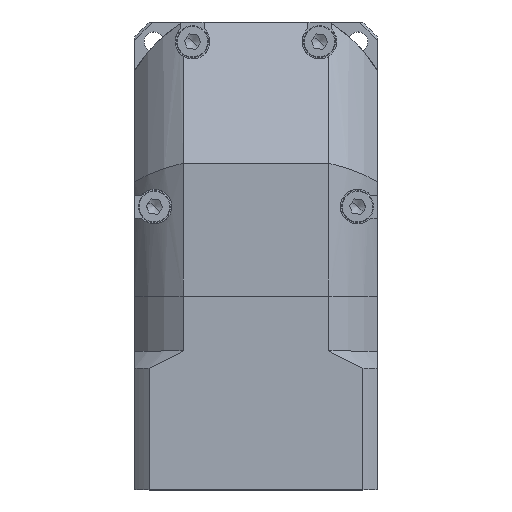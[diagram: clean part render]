
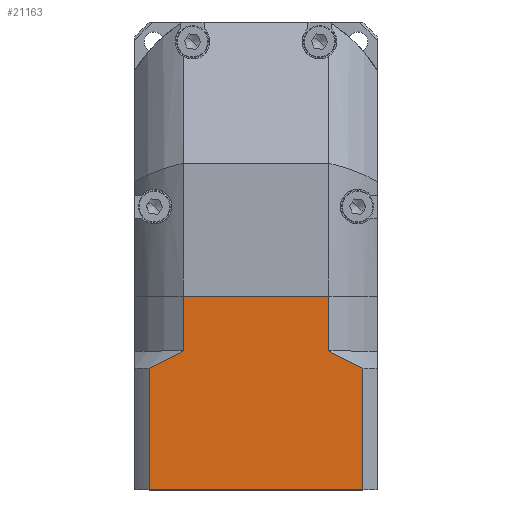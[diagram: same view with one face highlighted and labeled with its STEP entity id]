
A CAD part, top view. The second image highlights one B-rep face of the part: STEP entity #21163.
In plain terms, the highlighted face is planar.
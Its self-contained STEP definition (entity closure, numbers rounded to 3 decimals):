
#189 = ORIENTED_EDGE ( 'NONE', *, *, #20201, .T. ) ;
#343 = PLANE ( 'NONE',  #21240 ) ;
#461 = EDGE_CURVE ( 'NONE', #7348, #13467, #3551, .T. ) ;
#743 = CARTESIAN_POINT ( 'NONE',  ( -33.5, -12.619, -21. ) ) ;
#1164 = CARTESIAN_POINT ( 'NONE',  ( -64., 18.52, -21. ) ) ;
#1716 = EDGE_CURVE ( 'NONE', #14148, #4557, #19843, .T. ) ;
#1943 = DIRECTION ( 'NONE',  ( 0., 0., -1. ) ) ;
#2079 = EDGE_CURVE ( 'NONE', #3108, #13467, #19339, .T. ) ;
#2489 = VERTEX_POINT ( 'NONE', #743 ) ;
#2833 = DIRECTION ( 'NONE',  ( -1., 0., 0. ) ) ;
#3108 = VERTEX_POINT ( 'NONE', #4612 ) ;
#3428 = CARTESIAN_POINT ( 'NONE',  ( -24., -12.619, -21. ) ) ;
#3429 = ORIENTED_EDGE ( 'NONE', *, *, #2079, .T. ) ;
#3551 = LINE ( 'NONE', #7680, #23904 ) ;
#4151 = EDGE_CURVE ( 'NONE', #10593, #3108, #10261, .T. ) ;
#4237 = LINE ( 'NONE', #12331, #10144 ) ;
#4557 = VERTEX_POINT ( 'NONE', #6067 ) ;
#4612 = CARTESIAN_POINT ( 'NONE',  ( -21., 18.52, -21. ) ) ;
#4810 = CARTESIAN_POINT ( 'NONE',  ( -33.5, 12.619, -21. ) ) ;
#5124 = ORIENTED_EDGE ( 'NONE', *, *, #20196, .F. ) ;
#5448 = CARTESIAN_POINT ( 'NONE',  ( -21.542, 17.564, -21. ) ) ;
#6067 = CARTESIAN_POINT ( 'NONE',  ( -24., -12.619, -21. ) ) ;
#6365 = CARTESIAN_POINT ( 'NONE',  ( -64., -18.52, -21. ) ) ;
#6961 = EDGE_CURVE ( 'NONE', #15548, #10593, #4237, .T. ) ;
#7348 = VERTEX_POINT ( 'NONE', #8048 ) ;
#7680 = CARTESIAN_POINT ( 'NONE',  ( 0., 18.52, -21. ) ) ;
#8048 = CARTESIAN_POINT ( 'NONE',  ( 0., -18.52, -21. ) ) ;
#8948 = LINE ( 'NONE', #25138, #13059 ) ;
#9561 = CARTESIAN_POINT ( 'NONE',  ( -22.067, 16.597, -21. ) ) ;
#10081 = VECTOR ( 'NONE', #14165, 1000. ) ;
#10144 = VECTOR ( 'NONE', #20406, 1000. ) ;
#10261 = B_SPLINE_CURVE_WITH_KNOTS ( 'NONE', 3,
 ( #25893, #24021, #26021, #9561, #5448, #15900 ),
 .UNSPECIFIED., .F., .F.,
 ( 4, 2, 4 ),
 ( 0.06, 0.063, 0.066 ),
 .UNSPECIFIED. ) ;
#10593 = VERTEX_POINT ( 'NONE', #10718 ) ;
#10718 = CARTESIAN_POINT ( 'NONE',  ( -24., 12.619, -21. ) ) ;
#10855 = DIRECTION ( 'NONE',  ( 1., 0., 0. ) ) ;
#11530 = CARTESIAN_POINT ( 'NONE',  ( 0., 18.52, -21. ) ) ;
#12331 = CARTESIAN_POINT ( 'NONE',  ( -35.5, 12.619, -21. ) ) ;
#12466 = CARTESIAN_POINT ( 'NONE',  ( -33.5, 17.9, -21. ) ) ;
#12636 = CARTESIAN_POINT ( 'NONE',  ( -21., -18.52, -21. ) ) ;
#12868 = ORIENTED_EDGE ( 'NONE', *, *, #6961, .T. ) ;
#13059 = VECTOR ( 'NONE', #2833, 1000. ) ;
#13384 = CARTESIAN_POINT ( 'NONE',  ( -22.091, -16.597, -21. ) ) ;
#13467 = VERTEX_POINT ( 'NONE', #11530 ) ;
#13875 = DIRECTION ( 'NONE',  ( -1., 0., 0. ) ) ;
#14017 = DIRECTION ( 'NONE',  ( 0., 1., 0. ) ) ;
#14148 = VERTEX_POINT ( 'NONE', #12636 ) ;
#14165 = DIRECTION ( 'NONE',  ( 0., 1., 0. ) ) ;
#14567 = LINE ( 'NONE', #6365, #18134 ) ;
#14628 = CARTESIAN_POINT ( 'NONE',  ( -21., -18.52, -21. ) ) ;
#14883 = ORIENTED_EDGE ( 'NONE', *, *, #4151, .T. ) ;
#15548 = VERTEX_POINT ( 'NONE', #4810 ) ;
#15900 = CARTESIAN_POINT ( 'NONE',  ( -21., 18.52, -21. ) ) ;
#16845 = ORIENTED_EDGE ( 'NONE', *, *, #461, .F. ) ;
#17253 = ORIENTED_EDGE ( 'NONE', *, *, #18146, .T. ) ;
#17987 = FACE_OUTER_BOUND ( 'NONE', #24041, .T. ) ;
#18134 = VECTOR ( 'NONE', #18302, 1000. ) ;
#18146 = EDGE_CURVE ( 'NONE', #4557, #2489, #8948, .T. ) ;
#18302 = DIRECTION ( 'NONE',  ( 1., 0., 0. ) ) ;
#18903 = VECTOR ( 'NONE', #10855, 1000. ) ;
#19339 = LINE ( 'NONE', #1164, #18903 ) ;
#19843 = B_SPLINE_CURVE_WITH_KNOTS ( 'NONE', 3,
 ( #14628, #13384, #24867, #3428 ),
 .UNSPECIFIED., .F., .F.,
 ( 4, 4 ),
 ( 0.027, 0.034 ),
 .UNSPECIFIED. ) ;
#20196 = EDGE_CURVE ( 'NONE', #14148, #7348, #14567, .T. ) ;
#20201 = EDGE_CURVE ( 'NONE', #2489, #15548, #20544, .T. ) ;
#20406 = DIRECTION ( 'NONE',  ( 1., 0., 0. ) ) ;
#20544 = LINE ( 'NONE', #12466, #10081 ) ;
#20606 = ORIENTED_EDGE ( 'NONE', *, *, #1716, .T. ) ;
#21163 = ADVANCED_FACE ( 'NONE', ( #17987 ), #343, .T. ) ;
#21240 = AXIS2_PLACEMENT_3D ( 'NONE', #24104, #1943, #13875 ) ;
#23904 = VECTOR ( 'NONE', #14017, 1000. ) ;
#24021 = CARTESIAN_POINT ( 'NONE',  ( -23.553, 13.633, -21. ) ) ;
#24041 = EDGE_LOOP ( 'NONE', ( #20606, #17253, #189, #12868, #14883, #3429, #16845, #5124 ) ) ;
#24104 = CARTESIAN_POINT ( 'NONE',  ( -64., 18.52, -21. ) ) ;
#24867 = CARTESIAN_POINT ( 'NONE',  ( -23.109, -14.638, -21. ) ) ;
#25138 = CARTESIAN_POINT ( 'NONE',  ( -35.5, -12.619, -21. ) ) ;
#25893 = CARTESIAN_POINT ( 'NONE',  ( -24., 12.619, -21. ) ) ;
#26021 = CARTESIAN_POINT ( 'NONE',  ( -23.072, 14.632, -21. ) ) ;
